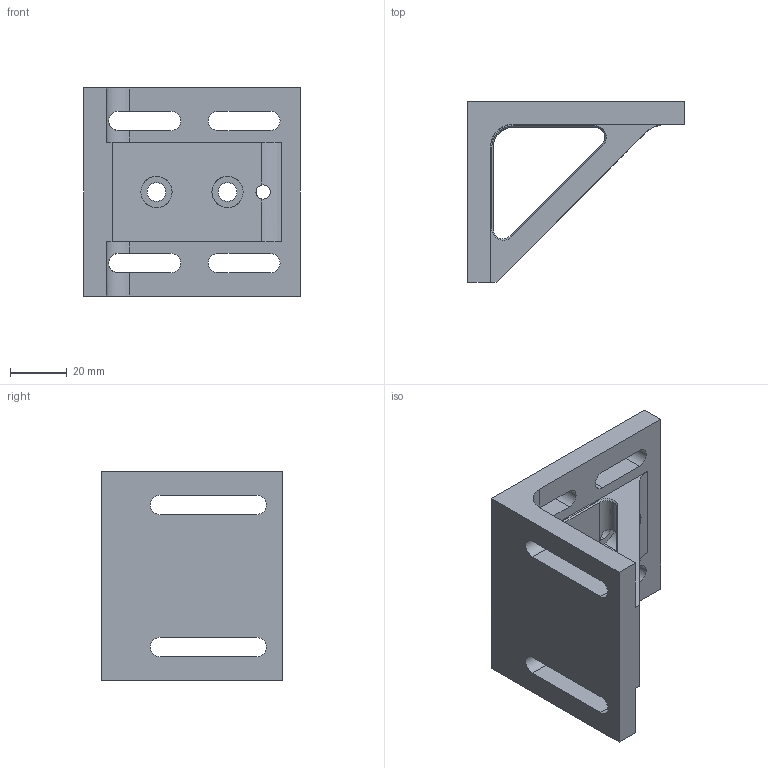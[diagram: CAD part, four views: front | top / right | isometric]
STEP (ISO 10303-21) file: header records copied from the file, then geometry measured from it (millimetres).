
FILE_DESCRIPTION (( 'STEP AP203' ), '1' );
FILE_NAME ('7.5.4.7_MCS-76A_面包板垂直支架76mm，带M6沉头孔和M6螺纹孔.STEP', '2024-05-15T08:33:54', ( '' ), ( '' ), 'SwSTEP 2.0', 'SolidWorks 2021', '' );
FILE_SCHEMA (( 'CONFIG_CONTROL_DESIGN' ));
Length unit declared in the file: millimetre
Products named in the file (1): 7.5.4.7_MCS-76A_面包板垂直支架76mm，带M6沉头孔和M6螺纹孔
Bounding box: 76.2 x 63.5 x 73.15 mm (x, y, z)
Volume: 88424.1 mm3; surface area: 29798.9 mm2
Topology: 1 solids, 1 shells, 90 faces, 254 edges, 162 vertices
Faces by surface type: cylinder 44, plane 35, cone 11
Entity records: 3243 total; most frequent: CARTESIAN_POINT 755, DIRECTION 504, ORIENTED_EDGE 500, EDGE_CURVE 250, AXIS2_PLACEMENT_3D 179, VERTEX_POINT 162, LINE 146, VECTOR 146
